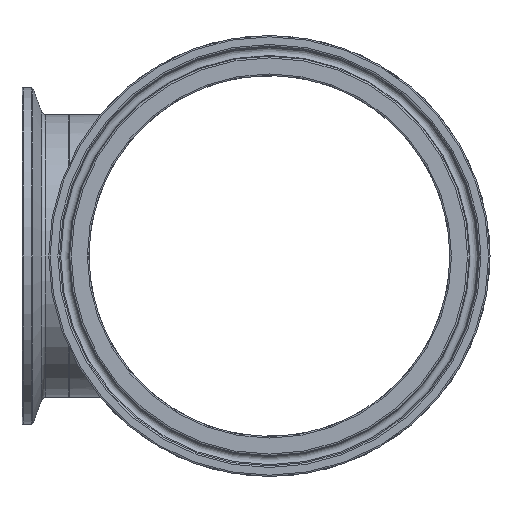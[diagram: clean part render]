
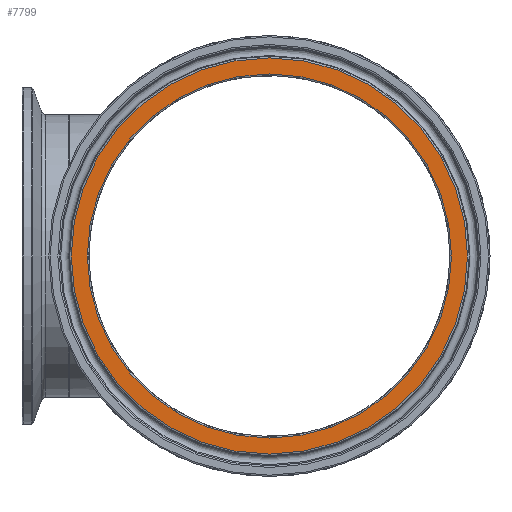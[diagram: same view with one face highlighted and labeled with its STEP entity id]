
A CAD part, left-side view. The second image highlights one B-rep face of the part: STEP entity #7799.
In plain terms, the highlighted planar face has unit normal (-1, 0, 0).
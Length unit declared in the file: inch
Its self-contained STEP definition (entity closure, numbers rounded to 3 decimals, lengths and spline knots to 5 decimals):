
#183=FACE_BOUND('',#1510,.T.);
#377=PLANE('',#8284);
#987=FACE_OUTER_BOUND('',#1509,.T.);
#1509=EDGE_LOOP('',(#7179));
#1510=EDGE_LOOP('',(#7180));
#1721=CIRCLE('',#8283,1.932);
#1722=CIRCLE('',#8285,2.10216);
#3868=VERTEX_POINT('',#16771);
#3869=VERTEX_POINT('',#16774);
#4981=EDGE_CURVE('',#3868,#3868,#1721,.T.);
#4982=EDGE_CURVE('',#3869,#3869,#1722,.T.);
#7179=ORIENTED_EDGE('',*,*,#4982,.F.);
#7180=ORIENTED_EDGE('',*,*,#4981,.F.);
#7799=ADVANCED_FACE('',(#987,#183),#377,.T.);
#8283=AXIS2_PLACEMENT_3D('',#16772,#9747,#9748);
#8284=AXIS2_PLACEMENT_3D('',#16773,#9749,#9750);
#8285=AXIS2_PLACEMENT_3D('',#16775,#9751,#9752);
#9747=DIRECTION('center_axis',(-1.,0.,0.));
#9748=DIRECTION('ref_axis',(0.,-1.,0.));
#9749=DIRECTION('center_axis',(-1.,0.,0.));
#9750=DIRECTION('ref_axis',(0.,0.,1.));
#9751=DIRECTION('center_axis',(1.,0.,0.));
#9752=DIRECTION('ref_axis',(0.,-1.,0.));
#16771=CARTESIAN_POINT('',(-4.75,1.932,0.));
#16772=CARTESIAN_POINT('Origin',(-4.75,0.,0.));
#16773=CARTESIAN_POINT('Origin',(-4.75,2.11616,0.));
#16774=CARTESIAN_POINT('',(-4.75,2.10216,0.));
#16775=CARTESIAN_POINT('Origin',(-4.75,0.,0.));
